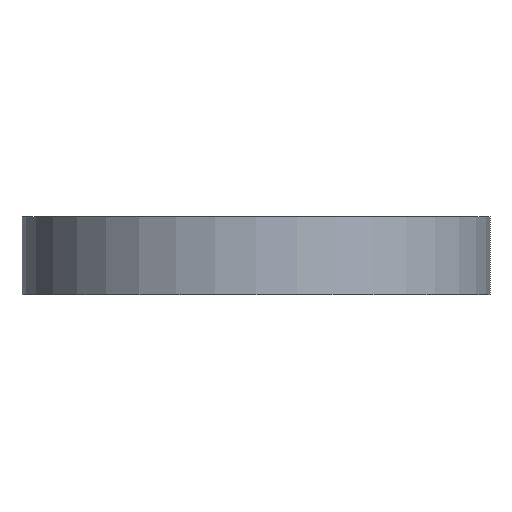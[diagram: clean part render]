
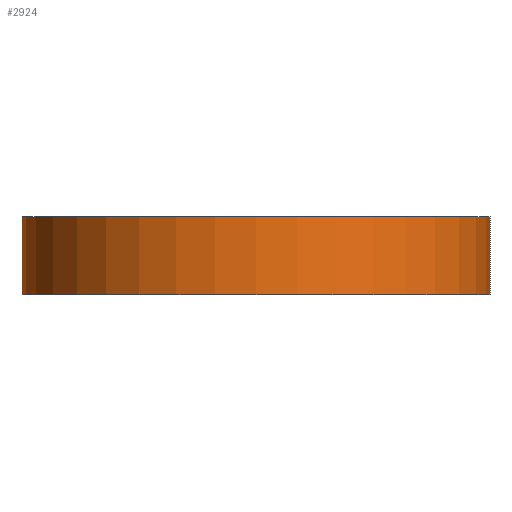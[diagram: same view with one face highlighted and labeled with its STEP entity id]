
A CAD part, front view. The second image highlights one B-rep face of the part: STEP entity #2924.
In plain terms, the highlighted cylindrical face has radius 9 mm (diameter 18 mm), a full revolution.
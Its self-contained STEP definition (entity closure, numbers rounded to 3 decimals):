
#19=CIRCLE('',#2948,9.);
#90=CIRCLE('',#3123,9.);
#127=CYLINDRICAL_SURFACE('',#3122,9.);
#381=FACE_OUTER_BOUND('',#529,.T.);
#529=EDGE_LOOP('',(#2556,#2557,#2558,#2559));
#820=LINE('',#39828,#1109);
#1109=VECTOR('',#3781,9.);
#1126=VERTEX_POINT('',#5787);
#1399=VERTEX_POINT('',#39827);
#1422=EDGE_CURVE('',#1126,#1126,#19,.T.);
#1833=EDGE_CURVE('',#1126,#1399,#820,.T.);
#1834=EDGE_CURVE('',#1399,#1399,#90,.T.);
#2556=ORIENTED_EDGE('',*,*,#1422,.F.);
#2557=ORIENTED_EDGE('',*,*,#1833,.T.);
#2558=ORIENTED_EDGE('',*,*,#1834,.T.);
#2559=ORIENTED_EDGE('',*,*,#1833,.F.);
#2924=ADVANCED_FACE('',(#381),#127,.T.);
#2948=AXIS2_PLACEMENT_3D('',#5788,#3159,#3160);
#3122=AXIS2_PLACEMENT_3D('',#39826,#3779,#3780);
#3123=AXIS2_PLACEMENT_3D('',#39829,#3782,#3783);
#3159=DIRECTION('center_axis',(0.,0.,1.));
#3160=DIRECTION('ref_axis',(1.,0.,0.));
#3779=DIRECTION('center_axis',(0.,0.,1.));
#3780=DIRECTION('ref_axis',(1.,0.,0.));
#3781=DIRECTION('',(0.,0.,-1.));
#3782=DIRECTION('center_axis',(0.,0.,1.));
#3783=DIRECTION('ref_axis',(1.,0.,0.));
#5787=CARTESIAN_POINT('',(-9.,0.,3.));
#5788=CARTESIAN_POINT('Origin',(0.,0.,3.));
#39826=CARTESIAN_POINT('Origin',(0.,0.,0.));
#39827=CARTESIAN_POINT('',(-9.,0.,0.));
#39828=CARTESIAN_POINT('',(-9.,0.,0.));
#39829=CARTESIAN_POINT('Origin',(0.,0.,0.));
